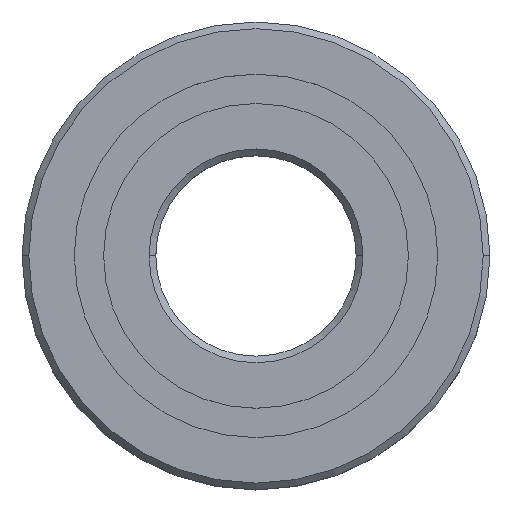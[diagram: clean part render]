
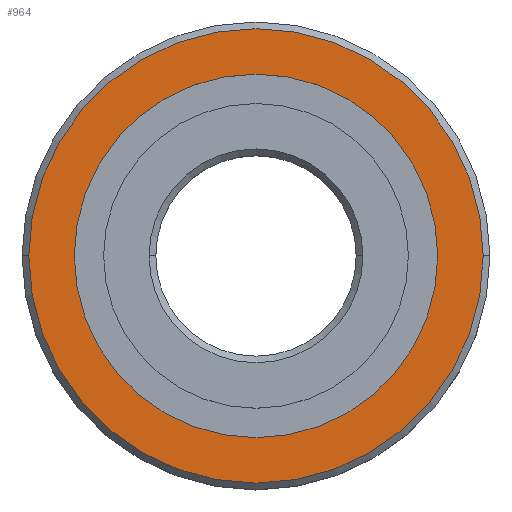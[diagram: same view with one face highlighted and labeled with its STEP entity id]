
A CAD part, top view. The second image highlights one B-rep face of the part: STEP entity #964.
In plain terms, the highlighted planar face has unit normal (0, 0, 1).
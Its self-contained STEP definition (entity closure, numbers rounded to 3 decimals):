
#196 = CARTESIAN_POINT ( 'NONE',  ( 13.6, 0., 4. ) ) ;
#198 = PLANE ( 'NONE',  #1435 ) ;
#285 = CARTESIAN_POINT ( 'NONE',  ( 0., 0., 4. ) ) ;
#319 = AXIS2_PLACEMENT_3D ( 'NONE', #1870, #863, #1015 ) ;
#331 = CARTESIAN_POINT ( 'NONE',  ( -10.879, 0., 4. ) ) ;
#409 = CARTESIAN_POINT ( 'NONE',  ( 0., 13.6, 4. ) ) ;
#410 = EDGE_CURVE ( 'NONE', #1251, #1353, #527, .T. ) ;
#527 = CIRCLE ( 'NONE', #1760, 13.6 ) ;
#536 = DIRECTION ( 'NONE',  ( 0., 0., 1. ) ) ;
#563 = CIRCLE ( 'NONE', #319, 10.879 ) ;
#564 = EDGE_CURVE ( 'NONE', #686, #868, #1611, .T. ) ;
#569 = FACE_BOUND ( 'NONE', #1789, .T. ) ;
#686 = VERTEX_POINT ( 'NONE', #733 ) ;
#733 = CARTESIAN_POINT ( 'NONE',  ( 10.879, 0., 4. ) ) ;
#760 = ORIENTED_EDGE ( 'NONE', *, *, #564, .F. ) ;
#863 = DIRECTION ( 'NONE',  ( 0., 0., 1. ) ) ;
#868 = VERTEX_POINT ( 'NONE', #331 ) ;
#897 = DIRECTION ( 'NONE',  ( -1., 0., 0. ) ) ;
#924 = ORIENTED_EDGE ( 'NONE', *, *, #1310, .F. ) ;
#941 = AXIS2_PLACEMENT_3D ( 'NONE', #1755, #1591, #1279 ) ;
#964 = ADVANCED_FACE ( 'NONE', ( #569, #1919 ), #198, .F. ) ;
#1015 = DIRECTION ( 'NONE',  ( 1., 0., 0. ) ) ;
#1100 = ORIENTED_EDGE ( 'NONE', *, *, #410, .T. ) ;
#1194 = DIRECTION ( 'NONE',  ( 0., 0., -1. ) ) ;
#1251 = VERTEX_POINT ( 'NONE', #1516 ) ;
#1279 = DIRECTION ( 'NONE',  ( 1., 0., 0. ) ) ;
#1310 = EDGE_CURVE ( 'NONE', #868, #686, #563, .T. ) ;
#1353 = VERTEX_POINT ( 'NONE', #196 ) ;
#1396 = EDGE_CURVE ( 'NONE', #1353, #1251, #1554, .T. ) ;
#1435 = AXIS2_PLACEMENT_3D ( 'NONE', #409, #1194, #897 ) ;
#1482 = CARTESIAN_POINT ( 'NONE',  ( 0., 0., 4. ) ) ;
#1516 = CARTESIAN_POINT ( 'NONE',  ( -13.6, 0., 4. ) ) ;
#1517 = AXIS2_PLACEMENT_3D ( 'NONE', #285, #1976, #1834 ) ;
#1518 = ORIENTED_EDGE ( 'NONE', *, *, #1396, .T. ) ;
#1554 = CIRCLE ( 'NONE', #1517, 13.6 ) ;
#1591 = DIRECTION ( 'NONE',  ( 0., 0., 1. ) ) ;
#1611 = CIRCLE ( 'NONE', #941, 10.879 ) ;
#1712 = DIRECTION ( 'NONE',  ( 1., 0., 0. ) ) ;
#1745 = EDGE_LOOP ( 'NONE', ( #1100, #1518 ) ) ;
#1755 = CARTESIAN_POINT ( 'NONE',  ( 0., 0., 4. ) ) ;
#1760 = AXIS2_PLACEMENT_3D ( 'NONE', #1482, #536, #1712 ) ;
#1789 = EDGE_LOOP ( 'NONE', ( #760, #924 ) ) ;
#1834 = DIRECTION ( 'NONE',  ( 1., 0., 0. ) ) ;
#1870 = CARTESIAN_POINT ( 'NONE',  ( 0., 0., 4. ) ) ;
#1919 = FACE_OUTER_BOUND ( 'NONE', #1745, .T. ) ;
#1976 = DIRECTION ( 'NONE',  ( 0., 0., 1. ) ) ;
